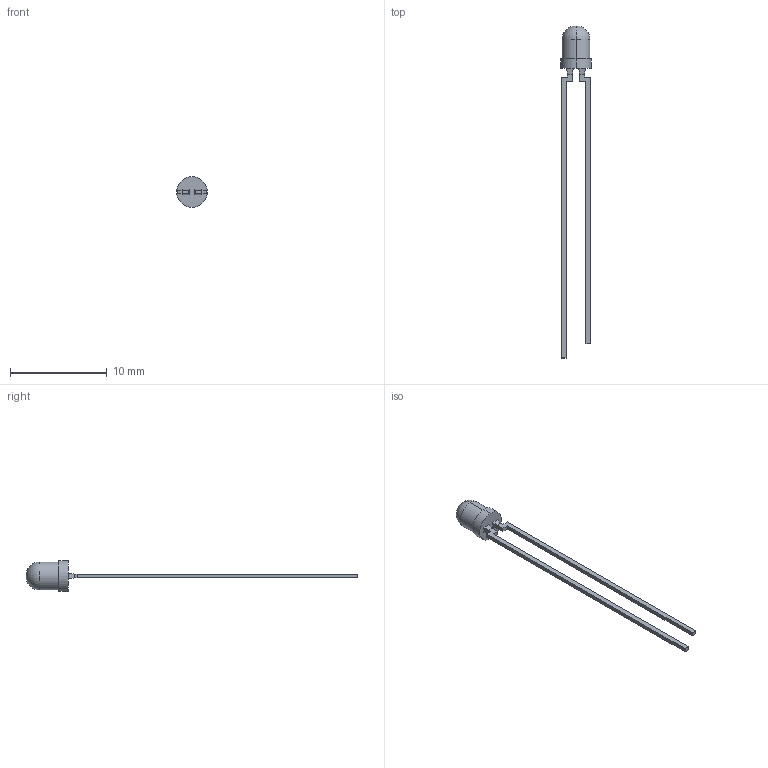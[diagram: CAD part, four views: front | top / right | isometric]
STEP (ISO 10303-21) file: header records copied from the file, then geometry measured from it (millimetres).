
FILE_DESCRIPTION (( 'STEP AP214' ), '1' );
FILE_NAME ('TLLG4400-AS12.STEP', '2022-06-14T13:59:04', ( '' ), ( '' ), 'SwSTEP 2.0', 'SolidWorks 2018', '' );
FILE_SCHEMA (( 'AUTOMOTIVE_DESIGN' ));
Length unit declared in the file: millimetre
Products named in the file (1): TLLG4400-AS12
Bounding box: 3.2 x 34.4 x 3.2 mm (x, y, z)
Volume: 39.6 mm3; surface area: 158.4 mm2
Topology: 1 solids, 1 shells, 35 faces, 80 edges, 50 vertices
Faces by surface type: plane 29, cylinder 4, torus 2
Entity records: 1385 total; most frequent: CARTESIAN_POINT 166, DIRECTION 164, ORIENTED_EDGE 160, EDGE_CURVE 80, LINE 68, VECTOR 68, VERTEX_POINT 50, AXIS2_PLACEMENT_3D 48
